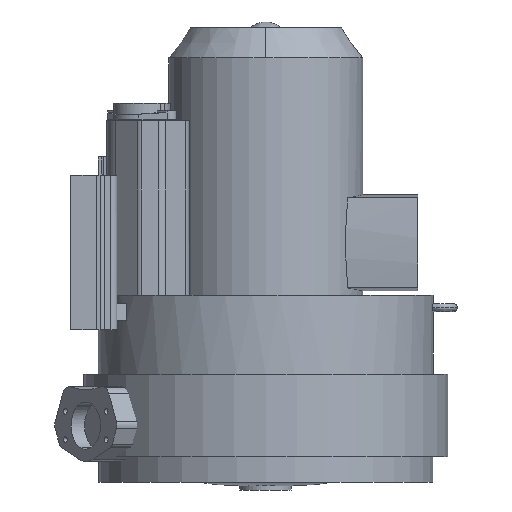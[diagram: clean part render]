
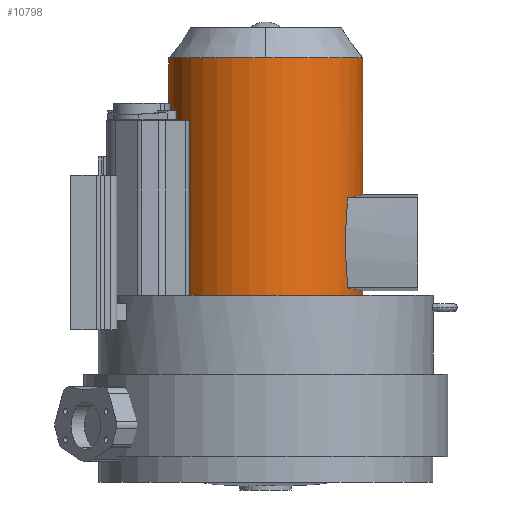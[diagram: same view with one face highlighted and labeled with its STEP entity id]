
A CAD part, front view. The second image highlights one B-rep face of the part: STEP entity #10798.
In plain terms, the highlighted cylindrical face has radius 113 mm (diameter 226 mm), a partial arc.
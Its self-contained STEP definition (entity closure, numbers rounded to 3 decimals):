
#75 = AXIS2_PLACEMENT_3D ( 'NONE', #14105, #4936, #15190 ) ;
#470 = ORIENTED_EDGE ( 'NONE', *, *, #15913, .T. ) ;
#479 = CARTESIAN_POINT ( 'NONE',  ( 98.413, -55.788, 97.967 ) ) ;
#574 = CARTESIAN_POINT ( 'NONE',  ( 113., -5.35, 95.029 ) ) ;
#586 = CARTESIAN_POINT ( 'NONE',  ( 113., -5.349, 206.771 ) ) ;
#841 = CARTESIAN_POINT ( 'NONE',  ( 93.245, -63.831, 159.667 ) ) ;
#1038 = CARTESIAN_POINT ( 'NONE',  ( 94.855, -61.415, 107.138 ) ) ;
#1087 = ORIENTED_EDGE ( 'NONE', *, *, #3600, .T. ) ;
#1177 = LINE ( 'NONE', #11972, #18988 ) ;
#1300 = AXIS2_PLACEMENT_3D ( 'NONE', #3019, #15056, #9017 ) ;
#1588 = DIRECTION ( 'NONE',  ( 1., 0., 0. ) ) ;
#1846 = CARTESIAN_POINT ( 'NONE',  ( 105.174, -41.407, 96.705 ) ) ;
#1871 = VERTEX_POINT ( 'NONE', #2187 ) ;
#2060 = FACE_OUTER_BOUND ( 'NONE', #17999, .T. ) ;
#2187 = CARTESIAN_POINT ( 'NONE',  ( -113., 0., 90. ) ) ;
#2218 = CARTESIAN_POINT ( 'NONE',  ( 93.245, -63.831, 142.104 ) ) ;
#2359 = CARTESIAN_POINT ( 'NONE',  ( 113., 0., 90. ) ) ;
#3019 = CARTESIAN_POINT ( 'NONE',  ( 0., 0., 366.2 ) ) ;
#3213 = VECTOR ( 'NONE', #5426, 1000. ) ;
#3324 = CARTESIAN_POINT ( 'NONE',  ( 111.143, -21.073, 95.484 ) ) ;
#3425 = CARTESIAN_POINT ( 'NONE',  ( 104.172, -43.866, 96.898 ) ) ;
#3600 = EDGE_CURVE ( 'NONE', #6847, #15408, #12545, .T. ) ;
#3828 = CARTESIAN_POINT ( 'NONE',  ( 111.033, -21.162, 206.295 ) ) ;
#4331 = ORIENTED_EDGE ( 'NONE', *, *, #4874, .F. ) ;
#4866 = CARTESIAN_POINT ( 'NONE',  ( 95.571, -60.293, 98.456 ) ) ;
#4874 = EDGE_CURVE ( 'NONE', #16918, #1871, #9532, .T. ) ;
#4919 = CARTESIAN_POINT ( 'NONE',  ( 108.205, -32.595, 96.102 ) ) ;
#4936 = DIRECTION ( 'NONE',  ( 0., 0., 1. ) ) ;
#5016 = VERTEX_POINT ( 'NONE', #12382 ) ;
#5187 = CARTESIAN_POINT ( 'NONE',  ( 93.607, -63.299, 128.948 ) ) ;
#5224 = CARTESIAN_POINT ( 'NONE',  ( 100.906, -51.134, 204.286 ) ) ;
#5319 = CARTESIAN_POINT ( 'NONE',  ( 105.219, -41.54, 205.099 ) ) ;
#5426 = DIRECTION ( 'NONE',  ( 0., 0., 1. ) ) ;
#5473 = VECTOR ( 'NONE', #11268, 1000. ) ;
#5814 = CARTESIAN_POINT ( 'NONE',  ( 0., 0., 366.2 ) ) ;
#6349 = ORIENTED_EDGE ( 'NONE', *, *, #12834, .F. ) ;
#6595 = CARTESIAN_POINT ( 'NONE',  ( 107.04, -36.599, 205.459 ) ) ;
#6681 = CARTESIAN_POINT ( 'NONE',  ( 95.571, -60.293, 98.456 ) ) ;
#6847 = VERTEX_POINT ( 'NONE', #4866 ) ;
#6859 = CARTESIAN_POINT ( 'NONE',  ( 95.572, -60.291, 203.344 ) ) ;
#6941 = CARTESIAN_POINT ( 'NONE',  ( 95.572, -60.291, 203.344 ) ) ;
#7057 = CARTESIAN_POINT ( 'NONE',  ( 94.014, -62.694, 120.206 ) ) ;
#7097 = DIRECTION ( 'NONE',  ( 0., 0., 1. ) ) ;
#7457 = EDGE_CURVE ( 'NONE', #10448, #5016, #12806, .T. ) ;
#7661 = DIRECTION ( 'NONE',  ( 1., 0., 0. ) ) ;
#7756 = CARTESIAN_POINT ( 'NONE',  ( 113., 0., 94.993 ) ) ;
#7867 = CYLINDRICAL_SURFACE ( 'NONE', #75, 113. ) ;
#8216 = CARTESIAN_POINT ( 'NONE',  ( 95.571, -60.293, 98.456 ) ) ;
#8831 = ORIENTED_EDGE ( 'NONE', *, *, #11988, .T. ) ;
#9017 = DIRECTION ( 'NONE',  ( 1., 0., 0. ) ) ;
#9532 = CIRCLE ( 'NONE', #12048, 113. ) ;
#9590 = EDGE_CURVE ( 'NONE', #5016, #11397, #10692, .T. ) ;
#9615 = CARTESIAN_POINT ( 'NONE',  ( 108.887, -30.238, 205.838 ) ) ;
#10177 = B_SPLINE_CURVE_WITH_KNOTS ( 'NONE', 3,
 ( #7756, #574, #10879, #3324, #13815, #4919, #12365, #18199, #11075, #1846, #3425, #10979, #479, #6681 ),
 .UNSPECIFIED., .F., .F.,
 ( 4, 2, 2, 2, 2, 2, 4 ),
 ( 0.071, 0.087, 0.103, 0.107, 0.111, 0.119, 0.134 ),
 .UNSPECIFIED. ) ;
#10178 = LINE ( 'NONE', #18691, #5473 ) ;
#10314 = EDGE_CURVE ( 'NONE', #15408, #12610, #18871, .T. ) ;
#10448 = VERTEX_POINT ( 'NONE', #17112 ) ;
#10692 = CIRCLE ( 'NONE', #1300, 113. ) ;
#10798 = ADVANCED_FACE ( 'NONE', ( #2060 ), #7867, .T. ) ;
#10822 = VERTEX_POINT ( 'NONE', #16652 ) ;
#10879 = CARTESIAN_POINT ( 'NONE',  ( 112.622, -10.633, 95.136 ) ) ;
#10893 = CARTESIAN_POINT ( 'NONE',  ( 95.572, -60.291, 203.344 ) ) ;
#10900 = EDGE_CURVE ( 'NONE', #16918, #10822, #12770, .T. ) ;
#10979 = CARTESIAN_POINT ( 'NONE',  ( 100.916, -51.118, 97.512 ) ) ;
#11075 = CARTESIAN_POINT ( 'NONE',  ( 106.549, -37.657, 96.435 ) ) ;
#11091 = CARTESIAN_POINT ( 'NONE',  ( 112.622, -10.653, 206.664 ) ) ;
#11139 = ORIENTED_EDGE ( 'NONE', *, *, #7457, .T. ) ;
#11160 = CARTESIAN_POINT ( 'NONE',  ( 93.192, -63.908, 146.498 ) ) ;
#11250 = CARTESIAN_POINT ( 'NONE',  ( 94.265, -62.317, 115.845 ) ) ;
#11268 = DIRECTION ( 'NONE',  ( 0., 0., 1. ) ) ;
#11283 = CARTESIAN_POINT ( 'NONE',  ( 110.191, -25.073, 206.113 ) ) ;
#11397 = VERTEX_POINT ( 'NONE', #14756 ) ;
#11972 = CARTESIAN_POINT ( 'NONE',  ( 113., 0., 90. ) ) ;
#11988 = EDGE_CURVE ( 'NONE', #10822, #6847, #10177, .T. ) ;
#12048 = AXIS2_PLACEMENT_3D ( 'NONE', #18234, #13938, #1588 ) ;
#12365 = CARTESIAN_POINT ( 'NONE',  ( 107.815, -33.864, 96.181 ) ) ;
#12382 = CARTESIAN_POINT ( 'NONE',  ( 0., -113., 366.2 ) ) ;
#12545 = B_SPLINE_CURVE_WITH_KNOTS ( 'NONE', 3,
 ( #8216, #17481, #1038, #11250, #7057, #5187, #15630, #2218, #11160, #14162, #841, #17101, #13015, #15925, #18957, #6859 ),
 .UNSPECIFIED., .F., .F.,
 ( 4, 2, 2, 2, 2, 2, 2, 4 ),
 ( 0., 0.013, 0.026, 0.039, 0.053, 0.066, 0.079, 0.105 ),
 .UNSPECIFIED. ) ;
#12610 = VERTEX_POINT ( 'NONE', #18933 ) ;
#12764 = CARTESIAN_POINT ( 'NONE',  ( 109.235, -28.957, 205.911 ) ) ;
#12770 = LINE ( 'NONE', #2359, #3213 ) ;
#12806 = CIRCLE ( 'NONE', #16210, 113. ) ;
#12834 = EDGE_CURVE ( 'NONE', #1871, #11397, #10178, .T. ) ;
#13015 = CARTESIAN_POINT ( 'NONE',  ( 93.608, -63.299, 172.828 ) ) ;
#13815 = CARTESIAN_POINT ( 'NONE',  ( 110.041, -26.23, 95.724 ) ) ;
#13829 = CARTESIAN_POINT ( 'NONE',  ( 111.5, -18.543, 206.4 ) ) ;
#13938 = DIRECTION ( 'NONE',  ( 0., 0., -1. ) ) ;
#14009 = CARTESIAN_POINT ( 'NONE',  ( 98.413, -55.787, 203.833 ) ) ;
#14105 = CARTESIAN_POINT ( 'NONE',  ( 0., 0., 90. ) ) ;
#14162 = CARTESIAN_POINT ( 'NONE',  ( 93.193, -63.907, 155.278 ) ) ;
#14518 = CARTESIAN_POINT ( 'NONE',  ( 113., 0., 90. ) ) ;
#14756 = CARTESIAN_POINT ( 'NONE',  ( -113., 0., 366.2 ) ) ;
#14825 = ORIENTED_EDGE ( 'NONE', *, *, #10314, .T. ) ;
#15056 = DIRECTION ( 'NONE',  ( 0., 0., -1. ) ) ;
#15190 = DIRECTION ( 'NONE',  ( 1., 0., 0. ) ) ;
#15408 = VERTEX_POINT ( 'NONE', #6941 ) ;
#15480 = CARTESIAN_POINT ( 'NONE',  ( 109.887, -26.375, 206.048 ) ) ;
#15630 = CARTESIAN_POINT ( 'NONE',  ( 93.452, -63.527, 133.327 ) ) ;
#15913 = EDGE_CURVE ( 'NONE', #12610, #10448, #1177, .T. ) ;
#15925 = CARTESIAN_POINT ( 'NONE',  ( 94.217, -62.391, 185.958 ) ) ;
#16210 = AXIS2_PLACEMENT_3D ( 'NONE', #5814, #17724, #7661 ) ;
#16652 = CARTESIAN_POINT ( 'NONE',  ( 113., 0., 94.993 ) ) ;
#16844 = ORIENTED_EDGE ( 'NONE', *, *, #10900, .T. ) ;
#16918 = VERTEX_POINT ( 'NONE', #14518 ) ;
#17101 = CARTESIAN_POINT ( 'NONE',  ( 93.453, -63.527, 168.44 ) ) ;
#17112 = CARTESIAN_POINT ( 'NONE',  ( 113., 0., 366.2 ) ) ;
#17481 = CARTESIAN_POINT ( 'NONE',  ( 95.195, -60.889, 102.793 ) ) ;
#17724 = DIRECTION ( 'NONE',  ( 0., 0., -1. ) ) ;
#17999 = EDGE_LOOP ( 'NONE', ( #6349, #4331, #16844, #8831, #1087, #14825, #470, #11139, #18091 ) ) ;
#18091 = ORIENTED_EDGE ( 'NONE', *, *, #9590, .T. ) ;
#18199 = CARTESIAN_POINT ( 'NONE',  ( 106.987, -36.395, 96.348 ) ) ;
#18234 = CARTESIAN_POINT ( 'NONE',  ( 0., 0., 90. ) ) ;
#18499 = CARTESIAN_POINT ( 'NONE',  ( 113., 0., 206.807 ) ) ;
#18691 = CARTESIAN_POINT ( 'NONE',  ( -113., 0., 90. ) ) ;
#18871 = B_SPLINE_CURVE_WITH_KNOTS ( 'NONE', 3,
 ( #10893, #14009, #5224, #5319, #6595, #9615, #12764, #15480, #11283, #3828, #13829, #11091, #586, #18499 ),
 .UNSPECIFIED., .F., .F.,
 ( 4, 2, 2, 2, 2, 2, 4 ),
 ( -0.063, -0.047, -0.032, -0.028, -0.024, -0.016, 0. ),
 .UNSPECIFIED. ) ;
#18933 = CARTESIAN_POINT ( 'NONE',  ( 113., 0., 206.807 ) ) ;
#18957 = CARTESIAN_POINT ( 'NONE',  ( 94.816, -61.489, 194.67 ) ) ;
#18988 = VECTOR ( 'NONE', #7097, 1000. ) ;
